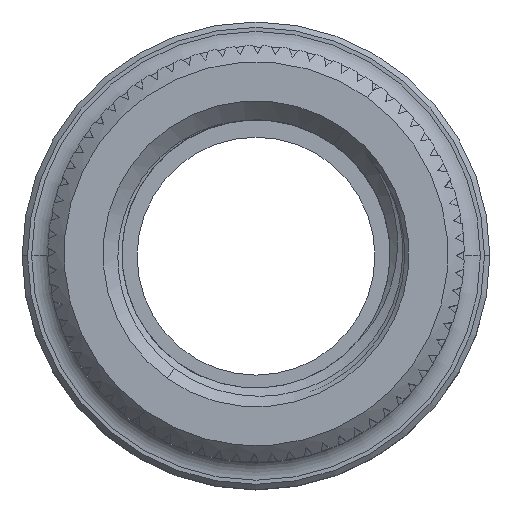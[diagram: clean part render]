
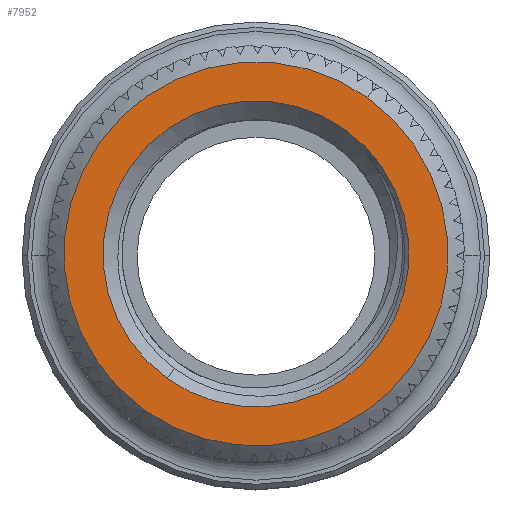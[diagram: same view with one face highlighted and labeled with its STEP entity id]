
A CAD part, top view. The second image highlights one B-rep face of the part: STEP entity #7952.
In plain terms, the highlighted planar face has unit normal (0, 0, 1).
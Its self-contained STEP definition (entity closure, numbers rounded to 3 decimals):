
#159 = CARTESIAN_POINT ( 'NONE',  ( 0., 0., 30.25 ) ) ;
#445 = FACE_BOUND ( 'NONE', #2037, .T. ) ;
#1036 = AXIS2_PLACEMENT_3D ( 'NONE', #10006, #5928, #10170 ) ;
#1245 = AXIS2_PLACEMENT_3D ( 'NONE', #159, #3581, #6987 ) ;
#1277 = DIRECTION ( 'NONE',  ( -0.58, -0.815, 0. ) ) ;
#1454 = CARTESIAN_POINT ( 'NONE',  ( 1.641, 2.305, 30.25 ) ) ;
#1626 = EDGE_LOOP ( 'NONE', ( #9763, #7237 ) ) ;
#1763 = CIRCLE ( 'NONE', #1245, 2.83 ) ;
#2037 = EDGE_LOOP ( 'NONE', ( #8838, #7284 ) ) ;
#2216 = EDGE_CURVE ( 'NONE', #7049, #4026, #9023, .T. ) ;
#2793 = AXIS2_PLACEMENT_3D ( 'NONE', #5489, #8889, #1277 ) ;
#3031 = EDGE_CURVE ( 'NONE', #7455, #4409, #6729, .T. ) ;
#3581 = DIRECTION ( 'NONE',  ( 0., 0., -1. ) ) ;
#3631 = EDGE_CURVE ( 'NONE', #4409, #7455, #1763, .T. ) ;
#3933 = CARTESIAN_POINT ( 'NONE',  ( 0., 0., 30.25 ) ) ;
#4026 = VERTEX_POINT ( 'NONE', #8190 ) ;
#4409 = VERTEX_POINT ( 'NONE', #9802 ) ;
#4703 = PLANE ( 'NONE',  #2793 ) ;
#4847 = CARTESIAN_POINT ( 'NONE',  ( -2.059, -2.892, 30.25 ) ) ;
#5091 = DIRECTION ( 'NONE',  ( -0.58, -0.815, 0. ) ) ;
#5489 = CARTESIAN_POINT ( 'NONE',  ( 2.233, 3.136, 30.25 ) ) ;
#5928 = DIRECTION ( 'NONE',  ( 0., 0., 1. ) ) ;
#6183 = CIRCLE ( 'NONE', #1036, 3.55 ) ;
#6729 = CIRCLE ( 'NONE', #10298, 2.83 ) ;
#6987 = DIRECTION ( 'NONE',  ( 0.58, 0.815, 0. ) ) ;
#7049 = VERTEX_POINT ( 'NONE', #4847 ) ;
#7237 = ORIENTED_EDGE ( 'NONE', *, *, #2216, .T. ) ;
#7284 = ORIENTED_EDGE ( 'NONE', *, *, #3031, .T. ) ;
#7455 = VERTEX_POINT ( 'NONE', #1454 ) ;
#7952 = ADVANCED_FACE ( 'NONE', ( #9724, #445 ), #4703, .T. ) ;
#8025 = EDGE_CURVE ( 'NONE', #4026, #7049, #6183, .T. ) ;
#8190 = CARTESIAN_POINT ( 'NONE',  ( 2.059, 2.892, 30.25 ) ) ;
#8280 = DIRECTION ( 'NONE',  ( 0., 0., -1. ) ) ;
#8509 = CARTESIAN_POINT ( 'NONE',  ( 0., 0., 30.25 ) ) ;
#8838 = ORIENTED_EDGE ( 'NONE', *, *, #3631, .T. ) ;
#8889 = DIRECTION ( 'NONE',  ( 0., 0., 1. ) ) ;
#9023 = CIRCLE ( 'NONE', #9737, 3.55 ) ;
#9179 = DIRECTION ( 'NONE',  ( 0.58, 0.815, 0. ) ) ;
#9724 = FACE_OUTER_BOUND ( 'NONE', #1626, .T. ) ;
#9737 = AXIS2_PLACEMENT_3D ( 'NONE', #3933, #10174, #5091 ) ;
#9763 = ORIENTED_EDGE ( 'NONE', *, *, #8025, .T. ) ;
#9802 = CARTESIAN_POINT ( 'NONE',  ( -1.641, -2.305, 30.25 ) ) ;
#10006 = CARTESIAN_POINT ( 'NONE',  ( 0., 0., 30.25 ) ) ;
#10170 = DIRECTION ( 'NONE',  ( -0.58, -0.815, 0. ) ) ;
#10174 = DIRECTION ( 'NONE',  ( 0., 0., 1. ) ) ;
#10298 = AXIS2_PLACEMENT_3D ( 'NONE', #8509, #8280, #9179 ) ;
